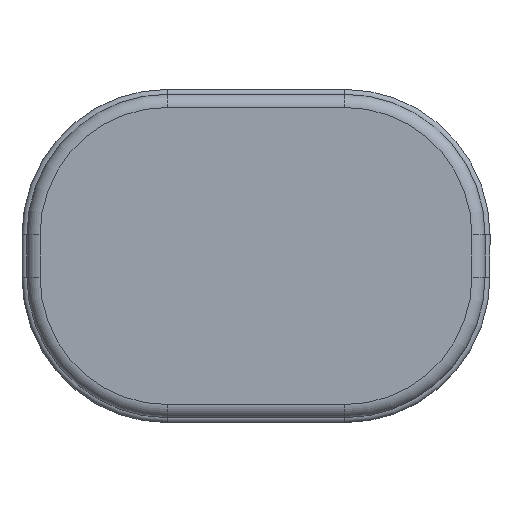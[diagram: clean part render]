
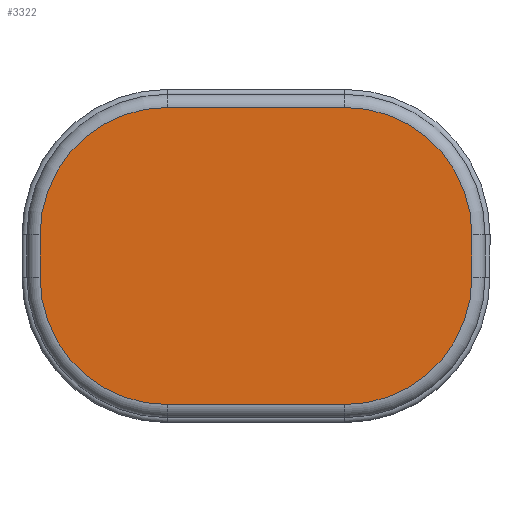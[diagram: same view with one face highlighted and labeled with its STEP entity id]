
A CAD part, front view. The second image highlights one B-rep face of the part: STEP entity #3322.
In plain terms, the highlighted planar face has unit normal (0, -1, 0).
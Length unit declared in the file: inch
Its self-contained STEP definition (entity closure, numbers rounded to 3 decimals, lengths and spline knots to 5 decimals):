
#4 = CARTESIAN_POINT ( 'NONE',  ( -0.54, -2.29, 0.13 ) ) ;
#22 = CARTESIAN_POINT ( 'NONE',  ( -0.54, -2.29, -0.13 ) ) ;
#109 = ORIENTED_EDGE ( 'NONE', *, *, #1108, .T. ) ;
#112 = VECTOR ( 'NONE', #3261, 39.37008 ) ;
#152 = ORIENTED_EDGE ( 'NONE', *, *, #2329, .T. ) ;
#161 = AXIS2_PLACEMENT_3D ( 'NONE', #22, #334, #2330 ) ;
#224 = CARTESIAN_POINT ( 'NONE',  ( 0.54, -2.29, 0.905 ) ) ;
#268 = ORIENTED_EDGE ( 'NONE', *, *, #2632, .T. ) ;
#278 = DIRECTION ( 'NONE',  ( 0., 0., 1. ) ) ;
#296 = DIRECTION ( 'NONE',  ( 0., 1., 0. ) ) ;
#334 = DIRECTION ( 'NONE',  ( 0., -1., 0. ) ) ;
#340 = CIRCLE ( 'NONE', #1639, 0.775 ) ;
#342 = CARTESIAN_POINT ( 'NONE',  ( 0.54, -2.29, -0.13 ) ) ;
#362 = DIRECTION ( 'NONE',  ( 0., 0., 1. ) ) ;
#550 = ORIENTED_EDGE ( 'NONE', *, *, #2127, .T. ) ;
#574 = FACE_OUTER_BOUND ( 'NONE', #2769, .T. ) ;
#792 = VERTEX_POINT ( 'NONE', #3428 ) ;
#806 = CARTESIAN_POINT ( 'NONE',  ( 0.54, -2.29, 0.13 ) ) ;
#810 = ORIENTED_EDGE ( 'NONE', *, *, #2834, .T. ) ;
#877 = CARTESIAN_POINT ( 'NONE',  ( -0.54, -2.29, -0.905 ) ) ;
#971 = VERTEX_POINT ( 'NONE', #1134 ) ;
#1108 = EDGE_CURVE ( 'NONE', #1536, #792, #1514, .T. ) ;
#1134 = CARTESIAN_POINT ( 'NONE',  ( -0.54, -2.29, 0.905 ) ) ;
#1147 = DIRECTION ( 'NONE',  ( 0., -1., 0. ) ) ;
#1387 = VERTEX_POINT ( 'NONE', #224 ) ;
#1396 = ORIENTED_EDGE ( 'NONE', *, *, #3026, .T. ) ;
#1431 = DIRECTION ( 'NONE',  ( 0., 0., 1. ) ) ;
#1461 = CIRCLE ( 'NONE', #161, 0.775 ) ;
#1467 = VERTEX_POINT ( 'NONE', #2781 ) ;
#1514 = LINE ( 'NONE', #877, #2504 ) ;
#1536 = VERTEX_POINT ( 'NONE', #3200 ) ;
#1537 = CARTESIAN_POINT ( 'NONE',  ( -0.54, -2.29, 0.905 ) ) ;
#1558 = VECTOR ( 'NONE', #3525, 39.37008 ) ;
#1582 = CARTESIAN_POINT ( 'NONE',  ( -1.315, -2.29, -0.13 ) ) ;
#1639 = AXIS2_PLACEMENT_3D ( 'NONE', #342, #1713, #362 ) ;
#1678 = DIRECTION ( 'NONE',  ( 0., 0., 1. ) ) ;
#1713 = DIRECTION ( 'NONE',  ( 0., -1., 0. ) ) ;
#1869 = DIRECTION ( 'NONE',  ( 0., 0., 1. ) ) ;
#1952 = VERTEX_POINT ( 'NONE', #1582 ) ;
#1967 = CARTESIAN_POINT ( 'NONE',  ( -1.315, -2.29, 0.13 ) ) ;
#1970 = AXIS2_PLACEMENT_3D ( 'NONE', #3482, #296, #1431 ) ;
#2127 = EDGE_CURVE ( 'NONE', #1952, #1536, #1461, .T. ) ;
#2165 = LINE ( 'NONE', #3297, #112 ) ;
#2329 = EDGE_CURVE ( 'NONE', #2697, #1387, #3447, .T. ) ;
#2330 = DIRECTION ( 'NONE',  ( 0., 0., 1. ) ) ;
#2339 = DIRECTION ( 'NONE',  ( 1., 0., 0. ) ) ;
#2422 = VECTOR ( 'NONE', #1869, 39.37008 ) ;
#2454 = CARTESIAN_POINT ( 'NONE',  ( 1.315, -2.29, 0.13 ) ) ;
#2457 = ORIENTED_EDGE ( 'NONE', *, *, #3479, .T. ) ;
#2504 = VECTOR ( 'NONE', #2339, 39.37008 ) ;
#2573 = CIRCLE ( 'NONE', #2876, 0.775 ) ;
#2632 = EDGE_CURVE ( 'NONE', #1467, #2697, #3587, .T. ) ;
#2697 = VERTEX_POINT ( 'NONE', #2738 ) ;
#2738 = CARTESIAN_POINT ( 'NONE',  ( 1.315, -2.29, 0.13 ) ) ;
#2769 = EDGE_LOOP ( 'NONE', ( #2457, #3205, #1396, #550, #109, #810, #268, #152 ) ) ;
#2781 = CARTESIAN_POINT ( 'NONE',  ( 1.315, -2.29, -0.13 ) ) ;
#2791 = DIRECTION ( 'NONE',  ( 0., -1., 0. ) ) ;
#2834 = EDGE_CURVE ( 'NONE', #792, #1467, #340, .T. ) ;
#2857 = PLANE ( 'NONE',  #1970 ) ;
#2876 = AXIS2_PLACEMENT_3D ( 'NONE', #4, #1147, #278 ) ;
#3026 = EDGE_CURVE ( 'NONE', #3360, #1952, #2165, .T. ) ;
#3200 = CARTESIAN_POINT ( 'NONE',  ( -0.54, -2.29, -0.905 ) ) ;
#3205 = ORIENTED_EDGE ( 'NONE', *, *, #3276, .T. ) ;
#3255 = LINE ( 'NONE', #1537, #1558 ) ;
#3261 = DIRECTION ( 'NONE',  ( 0., 0., -1. ) ) ;
#3276 = EDGE_CURVE ( 'NONE', #971, #3360, #2573, .T. ) ;
#3297 = CARTESIAN_POINT ( 'NONE',  ( -1.315, -2.29, 0.13 ) ) ;
#3322 = ADVANCED_FACE ( 'NONE', ( #574 ), #2857, .F. ) ;
#3360 = VERTEX_POINT ( 'NONE', #1967 ) ;
#3380 = AXIS2_PLACEMENT_3D ( 'NONE', #806, #2791, #1678 ) ;
#3428 = CARTESIAN_POINT ( 'NONE',  ( 0.54, -2.29, -0.905 ) ) ;
#3447 = CIRCLE ( 'NONE', #3380, 0.775 ) ;
#3479 = EDGE_CURVE ( 'NONE', #1387, #971, #3255, .T. ) ;
#3482 = CARTESIAN_POINT ( 'NONE',  ( -0.54, -2.29, 0.13 ) ) ;
#3525 = DIRECTION ( 'NONE',  ( -1., 0., 0. ) ) ;
#3587 = LINE ( 'NONE', #2454, #2422 ) ;
